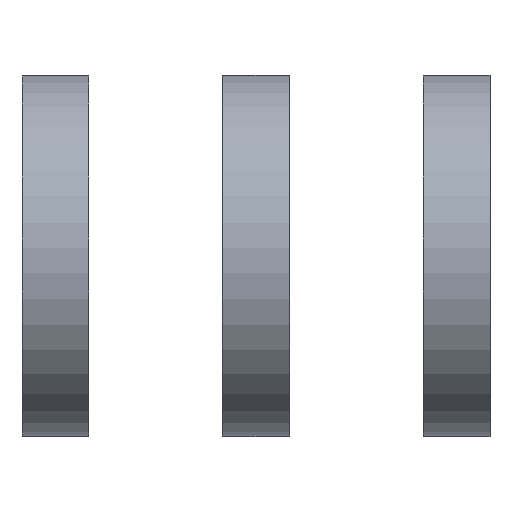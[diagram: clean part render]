
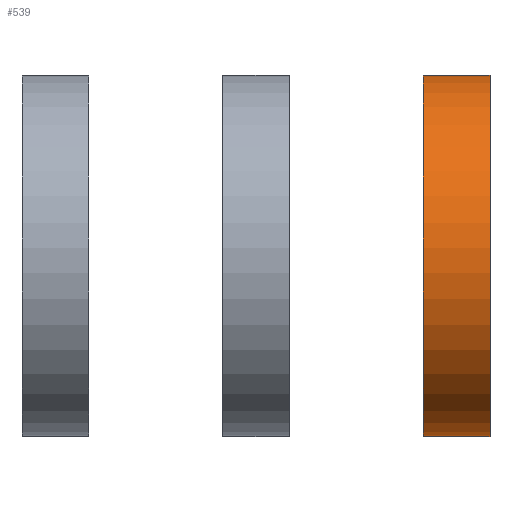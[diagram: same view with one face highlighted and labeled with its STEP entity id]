
A CAD part, front view. The second image highlights one B-rep face of the part: STEP entity #539.
In plain terms, the highlighted free-form (B-spline) face has degree [2, 1] with [5, 2] control points.
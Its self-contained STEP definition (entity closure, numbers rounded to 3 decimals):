
#539 = ADVANCED_FACE('',(#540),#576,.T.);
#540 = FACE_BOUND('',#541,.T.);
#541 = EDGE_LOOP('',(#542,#554,#561,#571));
#542 = ORIENTED_EDGE('',*,*,#543,.T.);
#543 = EDGE_CURVE('',#544,#546,#548,.T.);
#544 = VERTEX_POINT('',#545);
#545 = CARTESIAN_POINT('',(-1.25,-3.8,8.));
#546 = VERTEX_POINT('',#547);
#547 = CARTESIAN_POINT('',(-1.25,-3.8,-5.5));
#548 = ( BOUNDED_CURVE() B_SPLINE_CURVE(2,(#549,#550,#551,#552,#553),
.UNSPECIFIED.,.F.,.F.) B_SPLINE_CURVE_WITH_KNOTS((3,2,3),(3.142,
4.712,6.283),.PIECEWISE_BEZIER_KNOTS.) CURVE() 
GEOMETRIC_REPRESENTATION_ITEM() RATIONAL_B_SPLINE_CURVE((1.,
0.707,1.,0.707,1.)) REPRESENTATION_ITEM('') );
#549 = CARTESIAN_POINT('',(-1.25,-3.8,8.));
#550 = CARTESIAN_POINT('',(-1.25,-10.55,8.));
#551 = CARTESIAN_POINT('',(-1.25,-10.55,1.25));
#552 = CARTESIAN_POINT('',(-1.25,-10.55,-5.5));
#553 = CARTESIAN_POINT('',(-1.25,-3.8,-5.5));
#554 = ORIENTED_EDGE('',*,*,#555,.T.);
#555 = EDGE_CURVE('',#546,#556,#558,.T.);
#556 = VERTEX_POINT('',#557);
#557 = CARTESIAN_POINT('',(1.25,-3.8,-5.5));
#558 = B_SPLINE_CURVE_WITH_KNOTS('',1,(#559,#560),.UNSPECIFIED.,.F.,.F.,
  (2,2),(0.,2.5),.PIECEWISE_BEZIER_KNOTS.);
#559 = CARTESIAN_POINT('',(-1.25,-3.8,-5.5));
#560 = CARTESIAN_POINT('',(1.25,-3.8,-5.5));
#561 = ORIENTED_EDGE('',*,*,#562,.F.);
#562 = EDGE_CURVE('',#563,#556,#565,.T.);
#563 = VERTEX_POINT('',#564);
#564 = CARTESIAN_POINT('',(1.25,-3.8,8.));
#565 = ( BOUNDED_CURVE() B_SPLINE_CURVE(2,(#566,#567,#568,#569,#570),
.UNSPECIFIED.,.F.,.F.) B_SPLINE_CURVE_WITH_KNOTS((3,2,3),(3.142,
4.712,6.283),.PIECEWISE_BEZIER_KNOTS.) CURVE() 
GEOMETRIC_REPRESENTATION_ITEM() RATIONAL_B_SPLINE_CURVE((1.,
0.707,1.,0.707,1.)) REPRESENTATION_ITEM('') );
#566 = CARTESIAN_POINT('',(1.25,-3.8,8.));
#567 = CARTESIAN_POINT('',(1.25,-10.55,8.));
#568 = CARTESIAN_POINT('',(1.25,-10.55,1.25));
#569 = CARTESIAN_POINT('',(1.25,-10.55,-5.5));
#570 = CARTESIAN_POINT('',(1.25,-3.8,-5.5));
#571 = ORIENTED_EDGE('',*,*,#572,.F.);
#572 = EDGE_CURVE('',#544,#563,#573,.T.);
#573 = B_SPLINE_CURVE_WITH_KNOTS('',1,(#574,#575),.UNSPECIFIED.,.F.,.F.,
  (2,2),(0.,2.5),.PIECEWISE_BEZIER_KNOTS.);
#574 = CARTESIAN_POINT('',(-1.25,-3.8,8.));
#575 = CARTESIAN_POINT('',(1.25,-3.8,8.));
#576 = ( BOUNDED_SURFACE() B_SPLINE_SURFACE(2,1,(
    (#577,#578)
    ,(#579,#580)
    ,(#581,#582)
    ,(#583,#584)
,(#585,#586
    )),.UNSPECIFIED.,.F.,.F.,.F.) B_SPLINE_SURFACE_WITH_KNOTS((3,2,3),(2
    ,2),(0.,1.571,3.142),(-2.5,0.),
.PIECEWISE_BEZIER_KNOTS.) GEOMETRIC_REPRESENTATION_ITEM() 
RATIONAL_B_SPLINE_SURFACE((
    (1.,1.)
    ,(0.707,0.707)
    ,(1.,1.)
    ,(0.707,0.707)
,(1.,1.))) REPRESENTATION_ITEM('') SURFACE() );
#577 = CARTESIAN_POINT('',(1.25,-3.8,-5.5));
#578 = CARTESIAN_POINT('',(-1.25,-3.8,-5.5));
#579 = CARTESIAN_POINT('',(1.25,-10.55,-5.5));
#580 = CARTESIAN_POINT('',(-1.25,-10.55,-5.5));
#581 = CARTESIAN_POINT('',(1.25,-10.55,1.25));
#582 = CARTESIAN_POINT('',(-1.25,-10.55,1.25));
#583 = CARTESIAN_POINT('',(1.25,-10.55,8.));
#584 = CARTESIAN_POINT('',(-1.25,-10.55,8.));
#585 = CARTESIAN_POINT('',(1.25,-3.8,8.));
#586 = CARTESIAN_POINT('',(-1.25,-3.8,8.));
